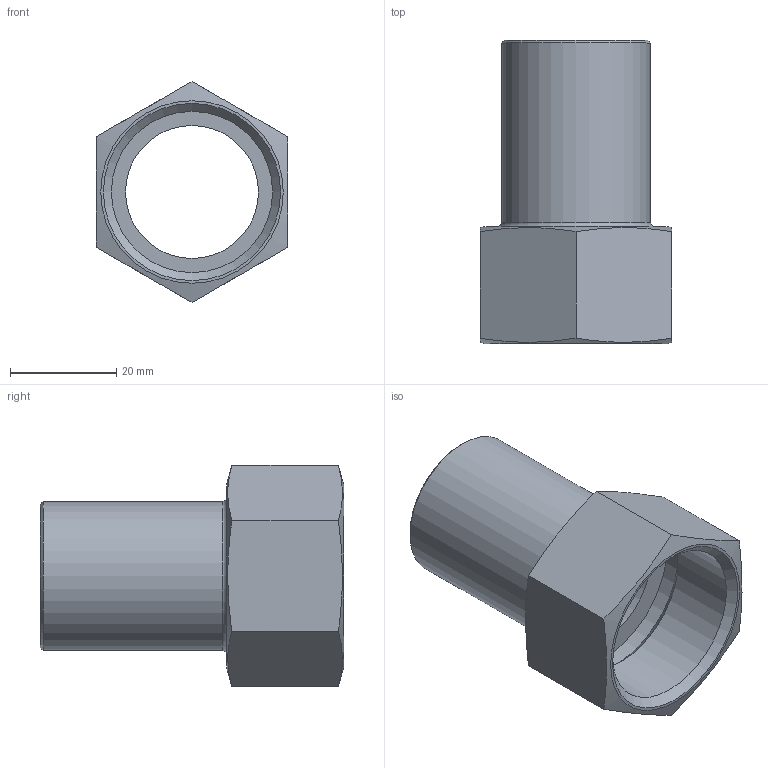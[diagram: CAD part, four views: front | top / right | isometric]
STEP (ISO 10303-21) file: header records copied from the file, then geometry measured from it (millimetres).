
FILE_DESCRIPTION(/* description */ ('MANICOTTO CON INSERIMENTO FILETTO F 28x1'''''),/* implementation_level */ '2;1');
FILE_NAME(/* name */ '269100028_Inoxpres.stp',/* time_stamp */ '2022-10-13T08:42:49+02:00',/* author */ ('Vault'),/* organization */ ('Raccorderie metalliche s.p.a.'),/* preprocessor_version */ 'ST-DEVELOPER v18.1',/* originating_system */ 'Autodesk Inventor 2020',/* authorisation */ 'Raccorderie metalliche s.p.a.');
FILE_SCHEMA (('AUTOMOTIVE_DESIGN { 1 0 10303 214 3 1 1 }'));
Length unit declared in the file: millimetre
Products named in the file (1): 269100028_Inoxpres
Bounding box: 36 x 57 x 41.57 mm (x, y, z)
Volume: 13054.2 mm3; surface area: 11877.9 mm2
Topology: 1 solids, 1 shells, 21 faces, 54 edges, 37 vertices
Faces by surface type: plane 10, cone 6, cylinder 4, torus 1
Full cylindrical faces by diameter (mm): 25 x1, 28 x1, 30.291 x1, 33.5 x1
Entity records: 691 total; most frequent: CARTESIAN_POINT 137, DIRECTION 112, ORIENTED_EDGE 108, EDGE_CURVE 54, AXIS2_PLACEMENT_3D 48, VERTEX_POINT 37, CIRCLE 26, EDGE_LOOP 25
